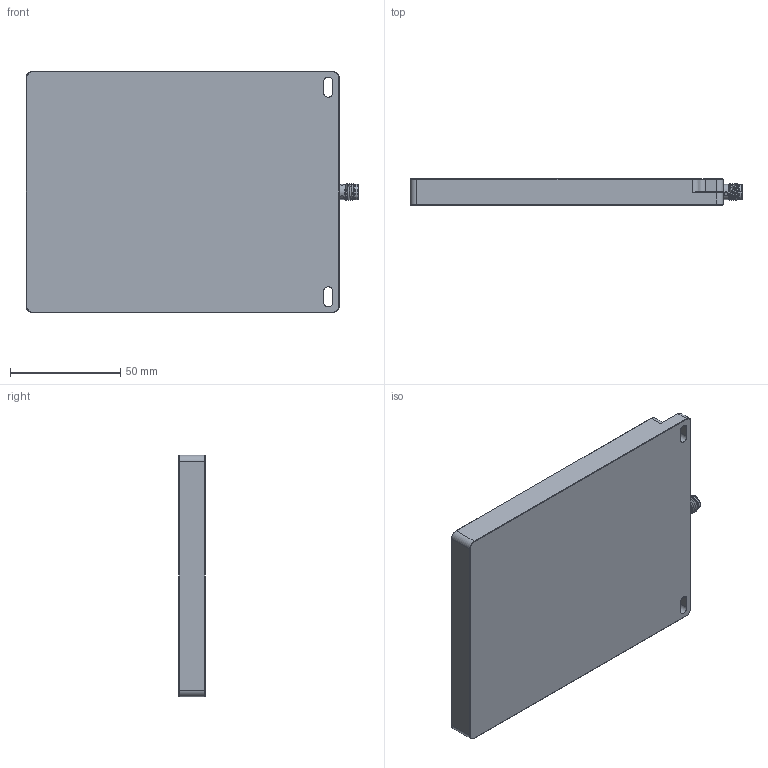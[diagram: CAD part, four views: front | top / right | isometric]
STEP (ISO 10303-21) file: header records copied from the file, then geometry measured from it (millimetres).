
FILE_DESCRIPTION (( 'STEP AP203' ), '1' );
FILE_NAME ('BLS-100-100-LL4-OUTLINE.STEP', '2021-09-07T08:05:23', ( '' ), ( '' ), 'SwSTEP 2.0', 'SolidWorks 2020', '' );
FILE_SCHEMA (( 'CONFIG_CONTROL_DESIGN' ));
Length unit declared in the file: millimetre
Products named in the file (1): BLS-100-100-LL4-OUTLINE
Bounding box: 150.5 x 12 x 109.5 mm (x, y, z)
Surface area: 38409.2 mm2 (no closed solid volume)
Topology: 0 solids, 7 shells, 119 faces, 328 edges, 207 vertices
Faces by surface type: plane 50, cylinder 42, cone 20, bspline 7
Entity records: 4491 total; most frequent: CARTESIAN_POINT 1439, DIRECTION 640, ORIENTED_EDGE 587, EDGE_CURVE 320, AXIS2_PLACEMENT_3D 236, VERTEX_POINT 207, LINE 168, VECTOR 168
